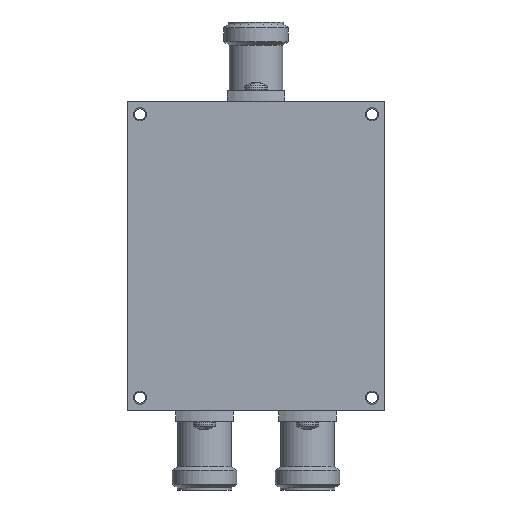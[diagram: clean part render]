
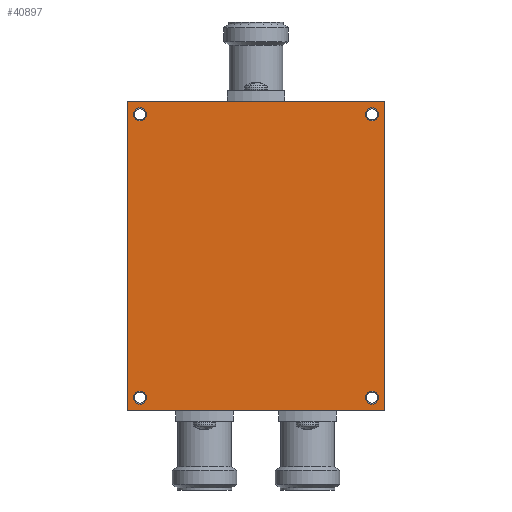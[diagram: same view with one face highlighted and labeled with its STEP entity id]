
A CAD part, front view. The second image highlights one B-rep face of the part: STEP entity #40897.
In plain terms, the highlighted planar face has unit normal (0, -1, 0).
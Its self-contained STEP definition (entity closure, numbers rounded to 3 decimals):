
#126 = ORIENTED_EDGE ( 'NONE', *, *, #9650, .F. ) ;
#857 = CARTESIAN_POINT ( 'NONE',  ( -31.75, 0., 38.1 ) ) ;
#1077 = FACE_BOUND ( 'NONE', #2629, .T. ) ;
#1519 = DIRECTION ( 'NONE',  ( 0., 1., 0. ) ) ;
#2304 = CIRCLE ( 'NONE', #20100, 1.587 ) ;
#2629 = EDGE_LOOP ( 'NONE', ( #25455, #6970 ) ) ;
#2733 = ORIENTED_EDGE ( 'NONE', *, *, #22281, .T. ) ;
#2878 = DIRECTION ( 'NONE',  ( 0., 0., 1. ) ) ;
#2959 = AXIS2_PLACEMENT_3D ( 'NONE', #15240, #39876, #26406 ) ;
#3431 = EDGE_CURVE ( 'NONE', #25049, #16581, #7000, .T. ) ;
#3554 = CARTESIAN_POINT ( 'NONE',  ( -31.75, 0., -38.1 ) ) ;
#3637 = LINE ( 'NONE', #14303, #16006 ) ;
#4107 = CARTESIAN_POINT ( 'NONE',  ( 31.75, 0., -38.1 ) ) ;
#4535 = EDGE_LOOP ( 'NONE', ( #30402, #2733 ) ) ;
#4720 = VERTEX_POINT ( 'NONE', #17898 ) ;
#5086 = EDGE_CURVE ( 'NONE', #31250, #35618, #17111, .T. ) ;
#5677 = ORIENTED_EDGE ( 'NONE', *, *, #5086, .F. ) ;
#6120 = DIRECTION ( 'NONE',  ( 0., 1., 0. ) ) ;
#6216 = CARTESIAN_POINT ( 'NONE',  ( -31.75, 0., -38.1 ) ) ;
#6970 = ORIENTED_EDGE ( 'NONE', *, *, #41156, .T. ) ;
#7000 = CIRCLE ( 'NONE', #35209, 1.587 ) ;
#7483 = CARTESIAN_POINT ( 'NONE',  ( -31.75, 0., 38.1 ) ) ;
#8913 = DIRECTION ( 'NONE',  ( 0., 1., 0. ) ) ;
#8975 = DIRECTION ( 'NONE',  ( 0., 0., 1. ) ) ;
#9353 = CARTESIAN_POINT ( 'NONE',  ( -28.575, 0., 34.925 ) ) ;
#9650 = EDGE_CURVE ( 'NONE', #35618, #36207, #23696, .T. ) ;
#10058 = CARTESIAN_POINT ( 'NONE',  ( -28.575, 0., -33.338 ) ) ;
#10282 = CARTESIAN_POINT ( 'NONE',  ( 31.75, 0., 38.1 ) ) ;
#11519 = FACE_OUTER_BOUND ( 'NONE', #26754, .T. ) ;
#11746 = ORIENTED_EDGE ( 'NONE', *, *, #20508, .T. ) ;
#11997 = CARTESIAN_POINT ( 'NONE',  ( 28.575, 0., -34.925 ) ) ;
#12333 = VECTOR ( 'NONE', #38286, 1000. ) ;
#12499 = CARTESIAN_POINT ( 'NONE',  ( -28.575, 0., -34.925 ) ) ;
#13478 = CARTESIAN_POINT ( 'NONE',  ( 28.575, 0., -33.338 ) ) ;
#13621 = EDGE_CURVE ( 'NONE', #37056, #4720, #39874, .T. ) ;
#14127 = VECTOR ( 'NONE', #23193, 1000. ) ;
#14143 = CARTESIAN_POINT ( 'NONE',  ( -28.575, 0., -36.513 ) ) ;
#14303 = CARTESIAN_POINT ( 'NONE',  ( -31.75, 0., 38.1 ) ) ;
#14531 = CARTESIAN_POINT ( 'NONE',  ( 28.575, 0., 34.925 ) ) ;
#14691 = CIRCLE ( 'NONE', #43661, 1.587 ) ;
#15080 = CIRCLE ( 'NONE', #29221, 1.587 ) ;
#15240 = CARTESIAN_POINT ( 'NONE',  ( 0., 0., 0. ) ) ;
#15418 = ORIENTED_EDGE ( 'NONE', *, *, #34811, .T. ) ;
#15877 = EDGE_LOOP ( 'NONE', ( #11746, #15418 ) ) ;
#16006 = VECTOR ( 'NONE', #37635, 1000. ) ;
#16189 = DIRECTION ( 'NONE',  ( 0., 1., 0. ) ) ;
#16581 = VERTEX_POINT ( 'NONE', #33631 ) ;
#17111 = LINE ( 'NONE', #37298, #30913 ) ;
#17898 = CARTESIAN_POINT ( 'NONE',  ( 28.575, 0., 36.512 ) ) ;
#18744 = DIRECTION ( 'NONE',  ( 0., 1., 0. ) ) ;
#19063 = CARTESIAN_POINT ( 'NONE',  ( 28.575, 0., -34.925 ) ) ;
#20100 = AXIS2_PLACEMENT_3D ( 'NONE', #26180, #1519, #29916 ) ;
#20325 = DIRECTION ( 'NONE',  ( 0., 0., 1. ) ) ;
#20508 = EDGE_CURVE ( 'NONE', #39762, #45112, #28202, .T. ) ;
#22281 = EDGE_CURVE ( 'NONE', #16581, #25049, #14691, .T. ) ;
#22341 = DIRECTION ( 'NONE',  ( 0., 1., 0. ) ) ;
#23041 = AXIS2_PLACEMENT_3D ( 'NONE', #30553, #8913, #41667 ) ;
#23193 = DIRECTION ( 'NONE',  ( 0., 0., 1. ) ) ;
#23250 = DIRECTION ( 'NONE',  ( 0., 1., 0. ) ) ;
#23382 = CARTESIAN_POINT ( 'NONE',  ( -28.575, 0., 34.925 ) ) ;
#23696 = LINE ( 'NONE', #6216, #12333 ) ;
#25049 = VERTEX_POINT ( 'NONE', #45313 ) ;
#25150 = CIRCLE ( 'NONE', #40708, 1.587 ) ;
#25455 = ORIENTED_EDGE ( 'NONE', *, *, #13621, .T. ) ;
#25714 = ORIENTED_EDGE ( 'NONE', *, *, #36635, .T. ) ;
#25938 = AXIS2_PLACEMENT_3D ( 'NONE', #12499, #23250, #36457 ) ;
#26180 = CARTESIAN_POINT ( 'NONE',  ( -28.575, 0., -34.925 ) ) ;
#26406 = DIRECTION ( 'NONE',  ( 0., 0., -1. ) ) ;
#26663 = EDGE_CURVE ( 'NONE', #36248, #31250, #3637, .T. ) ;
#26754 = EDGE_LOOP ( 'NONE', ( #5677, #41660, #34161, #126 ) ) ;
#28202 = CIRCLE ( 'NONE', #25938, 1.587 ) ;
#29221 = AXIS2_PLACEMENT_3D ( 'NONE', #11997, #16189, #8975 ) ;
#29235 = FACE_BOUND ( 'NONE', #35047, .T. ) ;
#29447 = PLANE ( 'NONE',  #2959 ) ;
#29916 = DIRECTION ( 'NONE',  ( 0., 0., 1. ) ) ;
#30402 = ORIENTED_EDGE ( 'NONE', *, *, #3431, .T. ) ;
#30553 = CARTESIAN_POINT ( 'NONE',  ( 28.575, 0., 34.925 ) ) ;
#30788 = DIRECTION ( 'NONE',  ( 0., 1., 0. ) ) ;
#30796 = ORIENTED_EDGE ( 'NONE', *, *, #39539, .T. ) ;
#30913 = VECTOR ( 'NONE', #33812, 1000. ) ;
#31216 = VERTEX_POINT ( 'NONE', #39276 ) ;
#31250 = VERTEX_POINT ( 'NONE', #10282 ) ;
#31747 = AXIS2_PLACEMENT_3D ( 'NONE', #14531, #18744, #32215 ) ;
#32215 = DIRECTION ( 'NONE',  ( 0., 0., 1. ) ) ;
#33631 = CARTESIAN_POINT ( 'NONE',  ( -28.575, 0., 36.512 ) ) ;
#33812 = DIRECTION ( 'NONE',  ( 0., 0., -1. ) ) ;
#34161 = ORIENTED_EDGE ( 'NONE', *, *, #34636, .F. ) ;
#34636 = EDGE_CURVE ( 'NONE', #36207, #36248, #37313, .T. ) ;
#34811 = EDGE_CURVE ( 'NONE', #45112, #39762, #2304, .T. ) ;
#35047 = EDGE_LOOP ( 'NONE', ( #25714, #30796 ) ) ;
#35209 = AXIS2_PLACEMENT_3D ( 'NONE', #9353, #6120, #2878 ) ;
#35618 = VERTEX_POINT ( 'NONE', #4107 ) ;
#35619 = CIRCLE ( 'NONE', #23041, 1.587 ) ;
#36207 = VERTEX_POINT ( 'NONE', #3554 ) ;
#36248 = VERTEX_POINT ( 'NONE', #7483 ) ;
#36407 = FACE_BOUND ( 'NONE', #4535, .T. ) ;
#36457 = DIRECTION ( 'NONE',  ( 0., 0., 1. ) ) ;
#36476 = VERTEX_POINT ( 'NONE', #13478 ) ;
#36635 = EDGE_CURVE ( 'NONE', #31216, #36476, #15080, .T. ) ;
#37056 = VERTEX_POINT ( 'NONE', #41679 ) ;
#37298 = CARTESIAN_POINT ( 'NONE',  ( 31.75, 0., 38.1 ) ) ;
#37313 = LINE ( 'NONE', #857, #14127 ) ;
#37635 = DIRECTION ( 'NONE',  ( 1., 0., 0. ) ) ;
#38286 = DIRECTION ( 'NONE',  ( -1., 0., 0. ) ) ;
#39276 = CARTESIAN_POINT ( 'NONE',  ( 28.575, 0., -36.513 ) ) ;
#39539 = EDGE_CURVE ( 'NONE', #36476, #31216, #25150, .T. ) ;
#39762 = VERTEX_POINT ( 'NONE', #14143 ) ;
#39874 = CIRCLE ( 'NONE', #31747, 1.587 ) ;
#39876 = DIRECTION ( 'NONE',  ( 0., -1., 0. ) ) ;
#40708 = AXIS2_PLACEMENT_3D ( 'NONE', #19063, #22341, #43457 ) ;
#40897 = ADVANCED_FACE ( 'NONE', ( #1077, #43369, #11519, #29235, #36407 ), #29447, .T. ) ;
#41156 = EDGE_CURVE ( 'NONE', #4720, #37056, #35619, .T. ) ;
#41660 = ORIENTED_EDGE ( 'NONE', *, *, #26663, .F. ) ;
#41667 = DIRECTION ( 'NONE',  ( 0., 0., 1. ) ) ;
#41679 = CARTESIAN_POINT ( 'NONE',  ( 28.575, 0., 33.337 ) ) ;
#43369 = FACE_BOUND ( 'NONE', #15877, .T. ) ;
#43457 = DIRECTION ( 'NONE',  ( 0., 0., 1. ) ) ;
#43661 = AXIS2_PLACEMENT_3D ( 'NONE', #23382, #30788, #20325 ) ;
#45112 = VERTEX_POINT ( 'NONE', #10058 ) ;
#45313 = CARTESIAN_POINT ( 'NONE',  ( -28.575, 0., 33.337 ) ) ;
